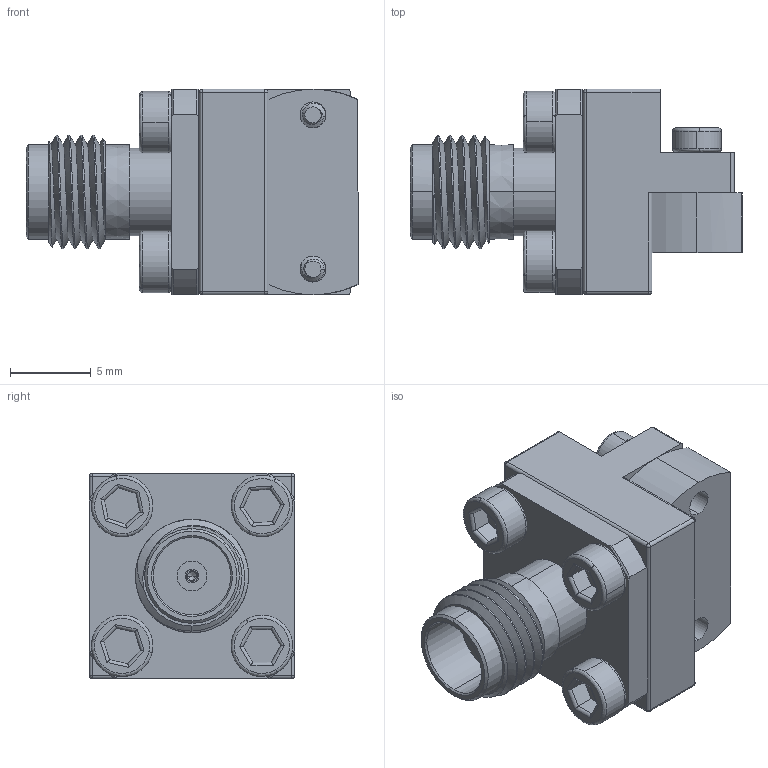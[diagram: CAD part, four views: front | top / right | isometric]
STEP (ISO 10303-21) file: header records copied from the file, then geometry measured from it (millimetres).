
FILE_DESCRIPTION (( 'STEP AP203' ), '1' );
FILE_NAME ('PE45516.step', '2019-04-17T22:23:25', ( '' ), ( '' ), 'SwSTEP 2.0', 'SolidWorks 2018', '' );
FILE_SCHEMA (( 'CONFIG_CONTROL_DESIGN' ));
Length unit declared in the file: inch
Products named in the file (1): PE45516
Bounding box: 20.51 x 12.7 x 12.7 mm (x, y, z)
Volume: 1539.1 mm3; surface area: 2111.7 mm2
Topology: 7 solids, 7 shells, 485 faces, 1269 edges, 814 vertices
Faces by surface type: cylinder 260, plane 118, cone 61, bspline 46
Entity records: 22380 total; most frequent: CARTESIAN_POINT 11568, ORIENTED_EDGE 2522, DIRECTION 1992, EDGE_CURVE 1261, VERTEX_POINT 814, AXIS2_PLACEMENT_3D 746, EDGE_LOOP 525, LINE 500
